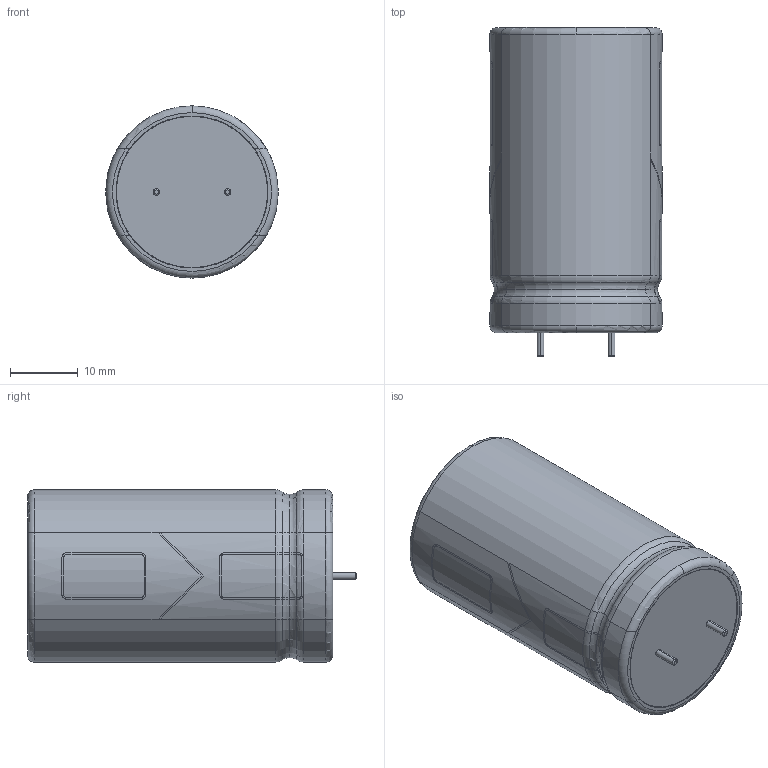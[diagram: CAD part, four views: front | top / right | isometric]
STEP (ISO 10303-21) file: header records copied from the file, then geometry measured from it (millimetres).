
FILE_DESCRIPTION (( 'STEP AP214' ), '1' );
FILE_NAME ('tbots_1000uf_250v_25.4mm_x45mm.STEP', '2023-10-18T05:31:25', ( '' ), ( '' ), 'SwSTEP 2.0', 'SolidWorks 2022', '' );
FILE_SCHEMA (( 'AUTOMOTIVE_DESIGN' ));
Length unit declared in the file: millimetre
Products named in the file (1): tbots_1000uf_250v_25.4mm_x45mm
Bounding box: 25.4 x 48.5 x 25.4 mm (x, y, z)
Volume: 22604.8 mm3; surface area: 4581.6 mm2
Topology: 1 solids, 1 shells, 140 faces, 357 edges, 225 vertices
Faces by surface type: torus 69, cylinder 51, plane 16, cone 4
Entity records: 6293 total; most frequent: CARTESIAN_POINT 1550, ORIENTED_EDGE 714, DIRECTION 677, EDGE_CURVE 357, AXIS2_PLACEMENT_3D 299, VERTEX_POINT 225, CIRCLE 158, EDGE_LOOP 146
